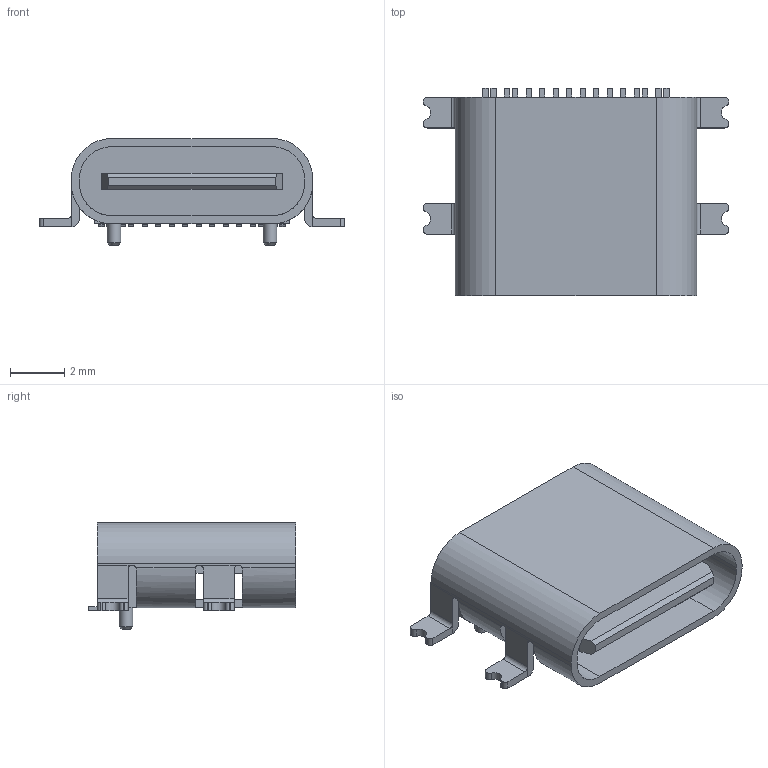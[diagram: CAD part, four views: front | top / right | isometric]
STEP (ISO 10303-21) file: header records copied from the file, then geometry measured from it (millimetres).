
FILE_DESCRIPTION(('FreeCAD Model'),'2;1');
FILE_NAME('usb4110.step', '2020-01-06T17:08:44',('Author'),(''), 'Open CASCADE STEP processor 6.8','FreeCAD','Unknown');
FILE_SCHEMA(('AUTOMOTIVE_DESIGN_CC2 { 1 2 10303 214 -1 1 5 4 }'));
Length unit declared in the file: millimetre
Products named in the file (1): Chamfer001
Bounding box: 11.3 x 7.68 x 3.96 mm (x, y, z)
Volume: 117.1 mm3; surface area: 392.8 mm2
Topology: 1 solids, 1 shells, 274 faces, 794 edges, 522 vertices
Faces by surface type: plane 198, cylinder 74, cone 2
Full cylindrical faces by diameter (mm): 0.5 x2
Entity records: 22052 total; most frequent: CARTESIAN_POINT 4723, DIRECTION 2766, LINE 1834, VECTOR 1834, ORIENTED_EDGE 1588, PCURVE 1588, DEFINITIONAL_REPRESENTATION 1588, EDGE_CURVE 794
